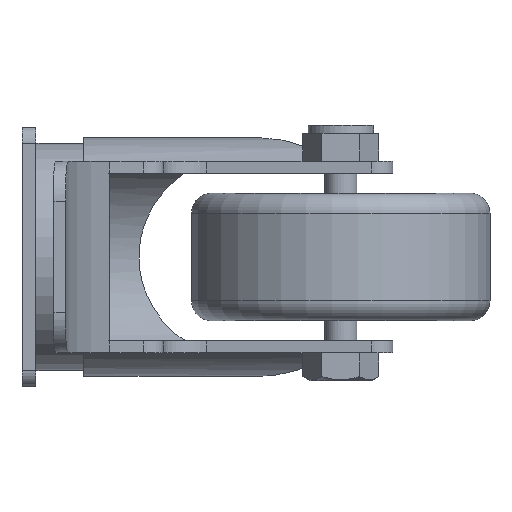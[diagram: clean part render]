
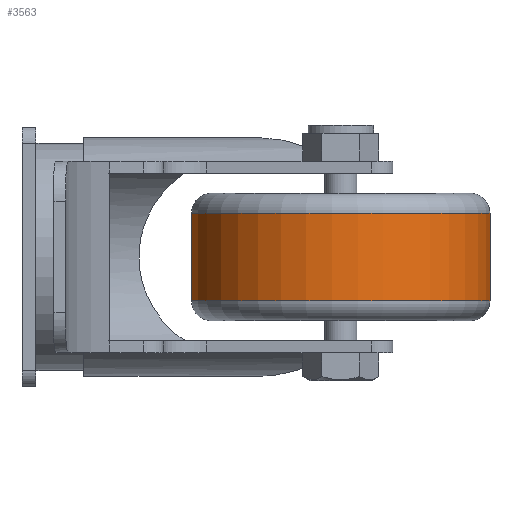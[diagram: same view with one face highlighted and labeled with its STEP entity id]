
A CAD part, left-side view. The second image highlights one B-rep face of the part: STEP entity #3563.
In plain terms, the highlighted cylindrical face has radius 37.5 mm (diameter 75 mm), a full revolution.
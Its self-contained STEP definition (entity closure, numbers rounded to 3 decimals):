
#3532=CARTESIAN_POINT('',(-37.5,5.0,0.));
#3533=VERTEX_POINT('',#3532);
#3534=CARTESIAN_POINT('',(0.0,5.0,0.0));
#3535=DIRECTION('',(0.0,-1.0,0.0));
#3536=DIRECTION('',(1.0,0.0,0.0));
#3537=AXIS2_PLACEMENT_3D('',#3534,#3535,#3536);
#3538=CIRCLE('',#3537,37.5);
#3539=EDGE_CURVE('',#3533,#3533,#3538,.T.);
#3544=CARTESIAN_POINT('',(0.0,0.0,0.0));
#3545=DIRECTION('',(0.0,1.0,0.0));
#3546=DIRECTION('',(1.0,0.0,0.0));
#3547=AXIS2_PLACEMENT_3D('',#3544,#3545,#3546);
#3548=CYLINDRICAL_SURFACE('',#3547,37.5);
#3549=CARTESIAN_POINT('',(-37.5,27.0,0.));
#3550=VERTEX_POINT('',#3549);
#3551=CARTESIAN_POINT('',(0.0,27.0,0.0));
#3552=DIRECTION('',(0.0,1.0,0.0));
#3553=DIRECTION('',(1.0,0.0,0.0));
#3554=AXIS2_PLACEMENT_3D('',#3551,#3552,#3553);
#3555=CIRCLE('',#3554,37.5);
#3556=EDGE_CURVE('',#3550,#3550,#3555,.T.);
#3557=ORIENTED_EDGE('',*,*,#3556,.F.);
#3558=EDGE_LOOP('',(#3557));
#3559=FACE_OUTER_BOUND('',#3558,.T.);
#3560=ORIENTED_EDGE('',*,*,#3539,.F.);
#3561=EDGE_LOOP('',(#3560));
#3562=FACE_BOUND('',#3561,.T.);
#3563=ADVANCED_FACE('',(#3559,#3562),#3548,.T.);
